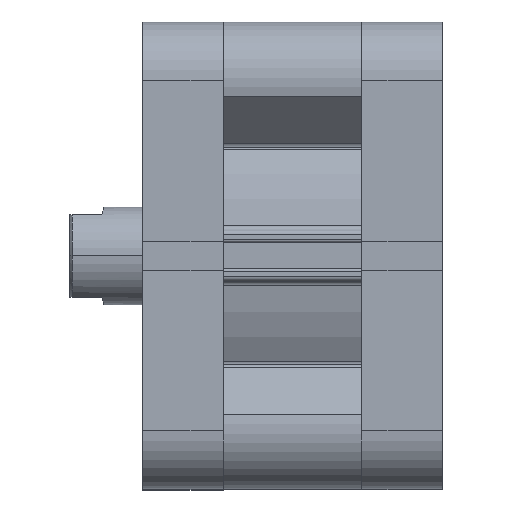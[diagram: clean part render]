
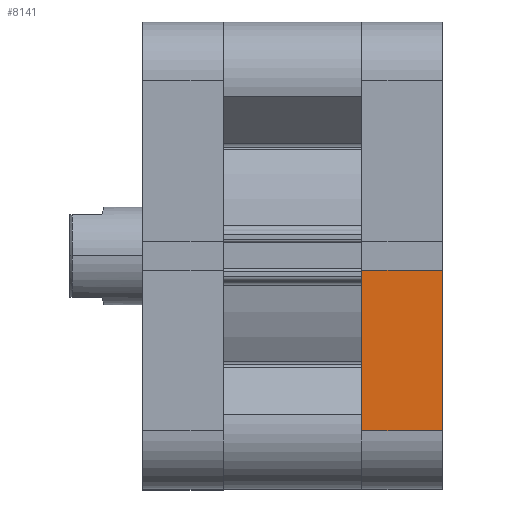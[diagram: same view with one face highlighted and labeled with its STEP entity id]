
A CAD part, top view. The second image highlights one B-rep face of the part: STEP entity #8141.
In plain terms, the highlighted planar face has unit normal (0, 0, 1).
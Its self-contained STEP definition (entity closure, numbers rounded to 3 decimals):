
#298 = LINE ( 'NONE', #7423, #303 ) ;
#303 = VECTOR ( 'NONE', #7422, 1000. ) ;
#458 = LINE ( 'NONE', #8328, #467 ) ;
#467 = VECTOR ( 'NONE', #8362, 1000. ) ;
#475 = LINE ( 'NONE', #8405, #479 ) ;
#479 = VECTOR ( 'NONE', #8413, 1000. ) ;
#1469 = LINE ( 'NONE', #2334, #1470 ) ;
#1470 = VECTOR ( 'NONE', #2335, 1000. ) ;
#2110 = AXIS2_PLACEMENT_3D ( 'NONE', #4858, #4864, #4865 ) ;
#2334 = CARTESIAN_POINT ( 'NONE',  ( -66.882, -2.97, 48. ) ) ;
#2335 = DIRECTION ( 'NONE',  ( 1., 0., 0. ) ) ;
#3488 = CARTESIAN_POINT ( 'NONE',  ( 1., -2.97, 48. ) ) ;
#3547 = CARTESIAN_POINT ( 'NONE',  ( 1., -36., 48. ) ) ;
#3607 = CARTESIAN_POINT ( 'NONE',  ( 17.5, -36., 48. ) ) ;
#3663 = CARTESIAN_POINT ( 'NONE',  ( 17.5, -2.97, 48. ) ) ;
#4157 = FACE_OUTER_BOUND ( 'NONE', #9305, .T. ) ;
#4855 = PLANE ( 'NONE',  #2110 ) ;
#4858 = CARTESIAN_POINT ( 'NONE',  ( -66.882, 0., 48. ) ) ;
#4864 = DIRECTION ( 'NONE',  ( 0., 0., 1. ) ) ;
#4865 = DIRECTION ( 'NONE',  ( 1., 0., 0. ) ) ;
#5811 = EDGE_CURVE ( 'NONE', #7866, #7807, #298, .T. ) ;
#5892 = EDGE_CURVE ( 'NONE', #7982, #7926, #458, .T. ) ;
#5898 = EDGE_CURVE ( 'NONE', #7866, #7926, #475, .T. ) ;
#6351 = EDGE_CURVE ( 'NONE', #7807, #7982, #1469, .T. ) ;
#7422 = DIRECTION ( 'NONE',  ( 0., 1., 0. ) ) ;
#7423 = CARTESIAN_POINT ( 'NONE',  ( 1., 0., 48. ) ) ;
#7807 = VERTEX_POINT ( 'NONE', #3488 ) ;
#7866 = VERTEX_POINT ( 'NONE', #3547 ) ;
#7926 = VERTEX_POINT ( 'NONE', #3607 ) ;
#7982 = VERTEX_POINT ( 'NONE', #3663 ) ;
#8141 = ADVANCED_FACE ( 'NONE', ( #4157 ), #4855, .T. ) ;
#8328 = CARTESIAN_POINT ( 'NONE',  ( 17.5, 0., 48. ) ) ;
#8362 = DIRECTION ( 'NONE',  ( 0., -1., 0. ) ) ;
#8405 = CARTESIAN_POINT ( 'NONE',  ( -66.882, -36., 48. ) ) ;
#8413 = DIRECTION ( 'NONE',  ( 1., 0., 0. ) ) ;
#9305 = EDGE_LOOP ( 'NONE', ( #10602, #10639, #10638, #10612 ) ) ;
#10602 = ORIENTED_EDGE ( 'NONE', *, *, #6351, .F. ) ;
#10612 = ORIENTED_EDGE ( 'NONE', *, *, #5892, .F. ) ;
#10638 = ORIENTED_EDGE ( 'NONE', *, *, #5898, .T. ) ;
#10639 = ORIENTED_EDGE ( 'NONE', *, *, #5811, .F. ) ;
